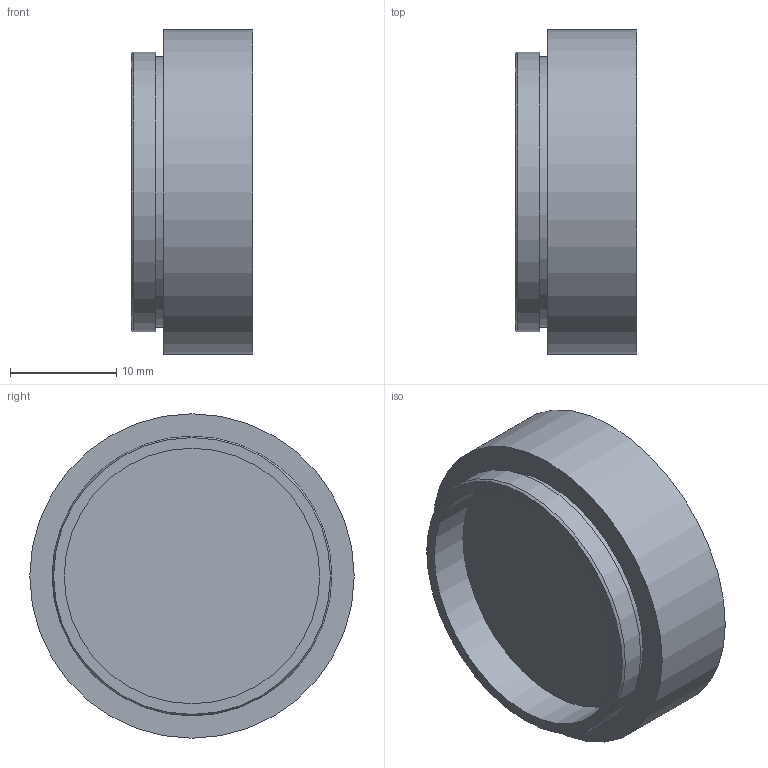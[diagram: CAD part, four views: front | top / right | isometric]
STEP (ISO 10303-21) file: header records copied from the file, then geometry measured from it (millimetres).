
FILE_DESCRIPTION (( 'STEP AP214' ), '1' );
FILE_NAME ('UG11-UV.STEP', '2024-06-10T14:32:47', ( '' ), ( '' ), 'SwSTEP 2.0', 'SolidWorks 2020', '' );
FILE_SCHEMA (( 'AUTOMOTIVE_DESIGN' ));
Length unit declared in the file: millimetre
Products named in the file (4): 103665 OPT FILTER UV UG11; UG11-UV; 101489C 2-2 Bague SM1L03; 101489C 1-2 TUBE SM1L03  
Assembly tree (3 placements, depth 2):
  UG11-UV
    101489C 1-2 TUBE SM1L03  
    101489C 2-2 Bague SM1L03
    103665 OPT FILTER UV UG11
Bounding box: 11.43 x 30.48 x 30.48 mm (x, y, z)
Volume: 3826.2 mm3; surface area: 4479 mm2
Topology: 3 solids, 3 shells, 33 faces, 69 edges, 45 vertices
Faces by surface type: plane 17, cylinder 10, cone 6
Full cylindrical faces by diameter (mm): 22.911 x1, 24.003 x1, 25.405 x1, 25.6 x1, 26.289 x2, 26.995 x1, 30.48 x1
Entity records: 1289 total; most frequent: DIRECTION 160, CARTESIAN_POINT 147, ORIENTED_EDGE 108, AXIS2_PLACEMENT_3D 71, EDGE_CURVE 54, EDGE_LOOP 52, VERTEX_POINT 42, FACE_OUTER_BOUND 41
